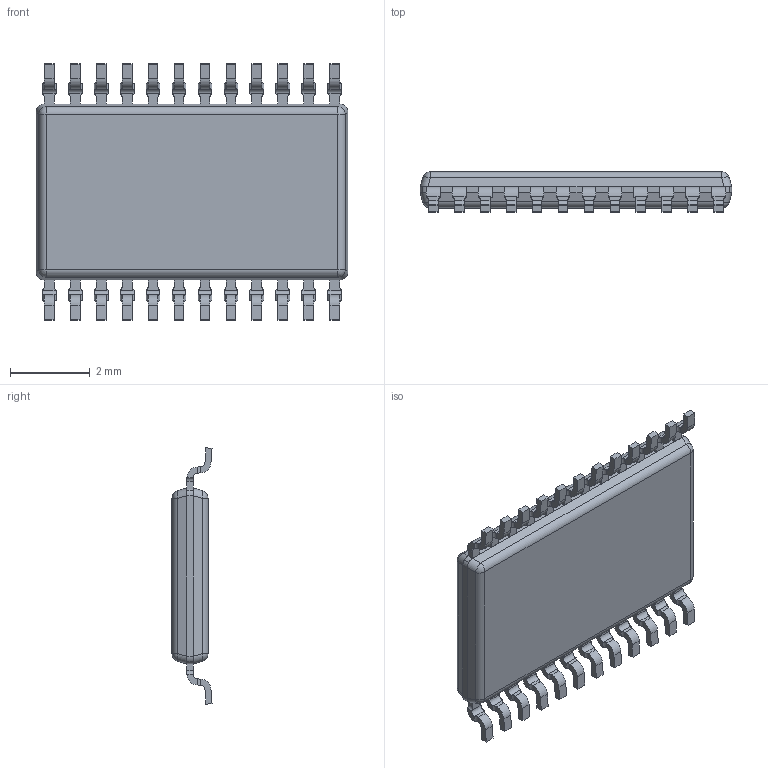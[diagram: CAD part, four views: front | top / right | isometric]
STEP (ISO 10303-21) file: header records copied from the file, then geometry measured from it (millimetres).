
FILE_DESCRIPTION (( '3D model for products with SOT355-1 package' ), '1' );
FILE_NAME ('SOT355-1.STEP', '2019-11-22T02:16:13', ( 'Packaging R&D' ), ( 'Nexperia' ), 'SwSTEP 2.0', 'SolidWorks 2019', '' );
FILE_SCHEMA (( 'AUTOMOTIVE_DESIGN' ));
Length unit declared in the file: millimetre
Products named in the file (4): SOT355-1 Upper Mold body; SOT355-1 Lead; SOT355-1 Lower Mold body; SOT355-1
Assembly tree (3 placements, depth 2):
  SOT355-1
    SOT355-1 Lower Mold body
    SOT355-1 Lead
    SOT355-1 Upper Mold body
Bounding box: 7.8 x 1 x 6.42 mm (x, y, z)
Volume: 31 mm3; surface area: 180.9 mm2
Topology: 26 solids, 26 shells, 611 faces, 1447 edges, 884 vertices
Faces by surface type: plane 368, cylinder 225, bspline 8, sphere 8, torus 2
Entity records: 23349 total; most frequent: CARTESIAN_POINT 3344, DIRECTION 2987, ORIENTED_EDGE 2878, EDGE_CURVE 1439, AXIS2_PLACEMENT_3D 1055, VERTEX_POINT 884, VECTOR 877, LINE 877
